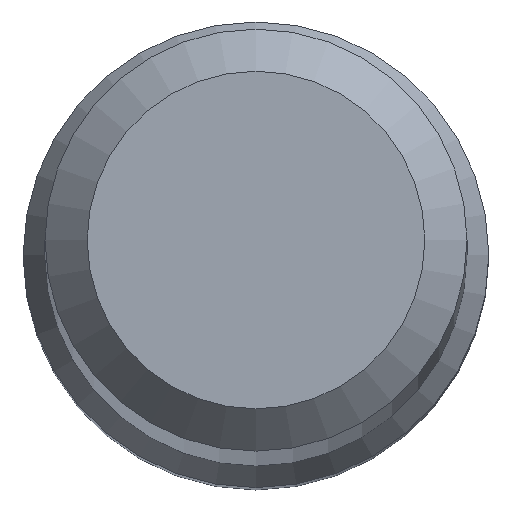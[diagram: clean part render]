
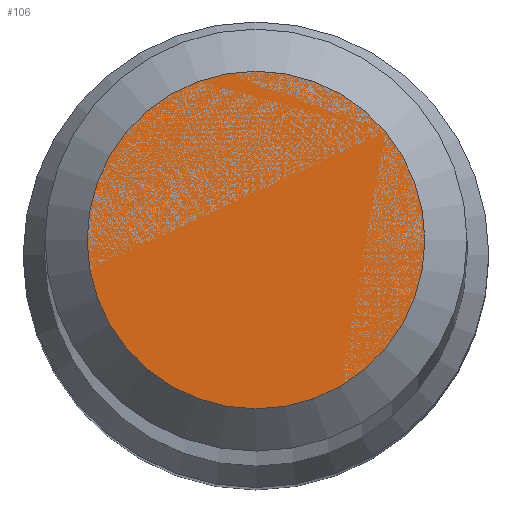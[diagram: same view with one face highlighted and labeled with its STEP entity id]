
A CAD part, top view. The second image highlights one B-rep face of the part: STEP entity #106.
In plain terms, the highlighted planar face has unit normal (0, 0, 1).
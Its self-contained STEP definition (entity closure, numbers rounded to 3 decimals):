
#3 = DIRECTION ( 'NONE',  ( 0., 1., 0. ) ) ;
#11 = FACE_OUTER_BOUND ( 'NONE', #197, .T. ) ;
#33 = ORIENTED_EDGE ( 'NONE', *, *, #117, .F. ) ;
#50 = DIRECTION ( 'NONE',  ( 0., 0., -1. ) ) ;
#106 = ADVANCED_FACE ( 'NONE', ( #11 ), #183, .F. ) ;
#113 = CARTESIAN_POINT ( 'NONE',  ( 0., 0., 70. ) ) ;
#117 = EDGE_CURVE ( 'NONE', #231, #231, #257, .T. ) ;
#118 = CARTESIAN_POINT ( 'NONE',  ( 0., 0., 70. ) ) ;
#159 = CARTESIAN_POINT ( 'NONE',  ( 0., 1.2, 70. ) ) ;
#168 = AXIS2_PLACEMENT_3D ( 'NONE', #113, #206, #292 ) ;
#183 = PLANE ( 'NONE',  #168 ) ;
#197 = EDGE_LOOP ( 'NONE', ( #33 ) ) ;
#206 = DIRECTION ( 'NONE',  ( 0., 0., -1. ) ) ;
#231 = VERTEX_POINT ( 'NONE', #159 ) ;
#257 = CIRCLE ( 'NONE', #296, 1.2 ) ;
#292 = DIRECTION ( 'NONE',  ( 0., 1., 0. ) ) ;
#296 = AXIS2_PLACEMENT_3D ( 'NONE', #118, #50, #3 ) ;
